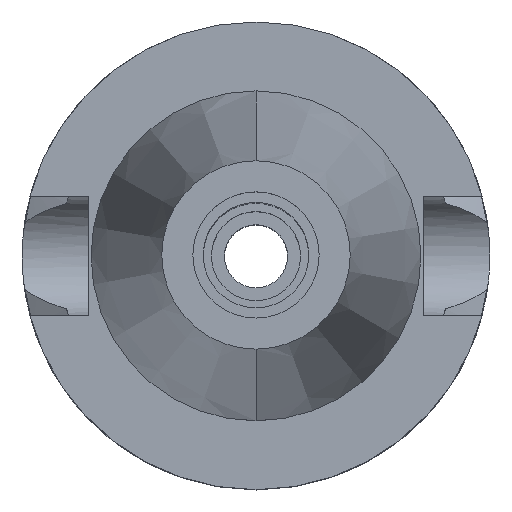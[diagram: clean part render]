
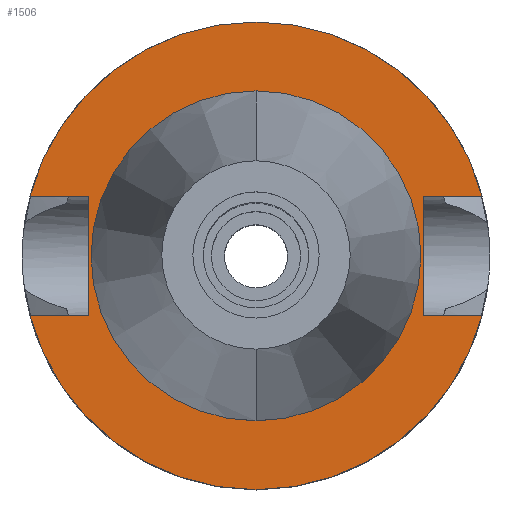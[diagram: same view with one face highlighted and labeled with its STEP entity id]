
A CAD part, top view. The second image highlights one B-rep face of the part: STEP entity #1506.
In plain terms, the highlighted planar face has unit normal (0, 0, 1).
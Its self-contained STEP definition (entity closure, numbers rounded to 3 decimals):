
#94=DIRECTION('',(0.,1.,0.));
#95=VECTOR('',#94,16.1);
#96=CARTESIAN_POINT('',(-22.5,-8.05,-1.));
#97=LINE('',#96,#95);
#101=DIRECTION('',(-1.,0.,0.));
#102=VECTOR('',#101,7.954);
#103=CARTESIAN_POINT('',(-22.5,8.05,-1.));
#104=LINE('',#103,#102);
#108=CARTESIAN_POINT('',(0.,0.,-1.));
#109=DIRECTION('',(0.,0.,-1.));
#110=DIRECTION('',(-0.967,0.256,0.));
#111=AXIS2_PLACEMENT_3D('',#108,#109,#110);
#116=CARTESIAN_POINT('',(0.,0.,-1.));
#117=DIRECTION('',(0.,0.,-1.));
#118=DIRECTION('',(0.,1.,0.));
#119=AXIS2_PLACEMENT_3D('',#116,#117,#118);
#124=DIRECTION('',(0.,-1.,0.));
#125=VECTOR('',#124,16.1);
#126=CARTESIAN_POINT('',(22.5,8.05,-1.));
#127=LINE('',#126,#125);
#131=DIRECTION('',(1.,0.,0.));
#132=VECTOR('',#131,7.954);
#133=CARTESIAN_POINT('',(22.5,-8.05,-1.));
#134=LINE('',#133,#132);
#138=CARTESIAN_POINT('',(0.,0.,-1.));
#139=DIRECTION('',(0.,0.,-1.));
#140=DIRECTION('',(0.967,-0.256,0.));
#141=AXIS2_PLACEMENT_3D('',#138,#139,#140);
#146=CARTESIAN_POINT('',(0.,0.,-1.));
#147=DIRECTION('',(0.,0.,-1.));
#148=DIRECTION('',(0.,-1.,0.));
#149=AXIS2_PLACEMENT_3D('',#146,#147,#148);
#154=CARTESIAN_POINT('',(0.,0.,-1.));
#155=DIRECTION('',(0.,0.,1.));
#156=DIRECTION('',(0.,-1.,0.));
#157=AXIS2_PLACEMENT_3D('',#154,#155,#156);
#162=CARTESIAN_POINT('',(0.,0.,-1.));
#163=DIRECTION('',(0.,0.,1.));
#164=DIRECTION('',(0.,1.,0.));
#165=AXIS2_PLACEMENT_3D('',#162,#163,#164);
#200=DIRECTION('',(-1.,0.,0.));
#201=VECTOR('',#200,7.954);
#202=CARTESIAN_POINT('',(-22.5,-8.05,-1.));
#203=LINE('',#202,#201);
#337=DIRECTION('',(1.,0.,0.));
#338=VECTOR('',#337,7.954);
#339=CARTESIAN_POINT('',(22.5,8.05,-1.));
#340=LINE('',#339,#338);
#1347=CARTESIAN_POINT('',(-22.5,-8.05,-1.));
#1348=VERTEX_POINT('',#1347);
#1349=CARTESIAN_POINT('',(-30.454,-8.05,-1.));
#1350=VERTEX_POINT('',#1349);
#1353=CARTESIAN_POINT('',(-22.5,8.05,-1.));
#1354=VERTEX_POINT('',#1353);
#1355=CARTESIAN_POINT('',(-30.454,8.05,-1.));
#1356=VERTEX_POINT('',#1355);
#1357=CARTESIAN_POINT('',(0.,31.5,-1.));
#1358=CARTESIAN_POINT('',(30.454,8.05,-1.));
#1359=VERTEX_POINT('',#1357);
#1360=VERTEX_POINT('',#1358);
#1361=CARTESIAN_POINT('',(22.5,8.05,-1.));
#1362=VERTEX_POINT('',#1361);
#1363=CARTESIAN_POINT('',(22.5,-8.05,-1.));
#1364=VERTEX_POINT('',#1363);
#1365=CARTESIAN_POINT('',(30.454,-8.05,-1.));
#1366=VERTEX_POINT('',#1365);
#1367=CARTESIAN_POINT('',(0.,-31.5,-1.));
#1368=VERTEX_POINT('',#1367);
#1369=CARTESIAN_POINT('',(0.,-22.225,-1.));
#1370=CARTESIAN_POINT('',(0.,22.225,-1.));
#1371=VERTEX_POINT('',#1369);
#1372=VERTEX_POINT('',#1370);
#1475=CARTESIAN_POINT('',(0.,0.,-1.));
#1476=DIRECTION('',(0.,0.,-1.));
#1477=DIRECTION('',(0.,-1.,0.));
#1478=AXIS2_PLACEMENT_3D('',#1475,#1476,#1477);
#1479=PLANE('',#1478);
#1481=ORIENTED_EDGE('',*,*,#1480,.T.);
#1483=ORIENTED_EDGE('',*,*,#1482,.T.);
#1485=ORIENTED_EDGE('',*,*,#1484,.T.);
#1487=ORIENTED_EDGE('',*,*,#1486,.T.);
#1489=ORIENTED_EDGE('',*,*,#1488,.F.);
#1491=ORIENTED_EDGE('',*,*,#1490,.T.);
#1493=ORIENTED_EDGE('',*,*,#1492,.T.);
#1495=ORIENTED_EDGE('',*,*,#1494,.T.);
#1497=ORIENTED_EDGE('',*,*,#1496,.T.);
#1499=ORIENTED_EDGE('',*,*,#1498,.F.);
#1500=EDGE_LOOP('',(#1481,#1483,#1485,#1487,#1489,#1491,#1493,#1495,#1497,
#1499));
#1501=FACE_OUTER_BOUND('',#1500,.F.);
#1502=ORIENTED_EDGE('',*,*,#1454,.T.);
#1503=ORIENTED_EDGE('',*,*,#1470,.T.);
#1504=EDGE_LOOP('',(#1502,#1503));
#1505=FACE_BOUND('',#1504,.F.);
#112=CIRCLE('',#111,31.5);
#120=CIRCLE('',#119,31.5);
#142=CIRCLE('',#141,31.5);
#150=CIRCLE('',#149,31.5);
#158=CIRCLE('',#157,22.225);
#166=CIRCLE('',#165,22.225);
#1454=EDGE_CURVE('',#1371,#1372,#158,.T.);
#1470=EDGE_CURVE('',#1372,#1371,#166,.T.);
#1480=EDGE_CURVE('',#1348,#1354,#97,.T.);
#1482=EDGE_CURVE('',#1354,#1356,#104,.T.);
#1484=EDGE_CURVE('',#1356,#1359,#112,.T.);
#1486=EDGE_CURVE('',#1359,#1360,#120,.T.);
#1488=EDGE_CURVE('',#1362,#1360,#340,.T.);
#1490=EDGE_CURVE('',#1362,#1364,#127,.T.);
#1492=EDGE_CURVE('',#1364,#1366,#134,.T.);
#1494=EDGE_CURVE('',#1366,#1368,#142,.T.);
#1496=EDGE_CURVE('',#1368,#1350,#150,.T.);
#1498=EDGE_CURVE('',#1348,#1350,#203,.T.);
#1506=ADVANCED_FACE('',(#1501,#1505),#1479,.F.);
